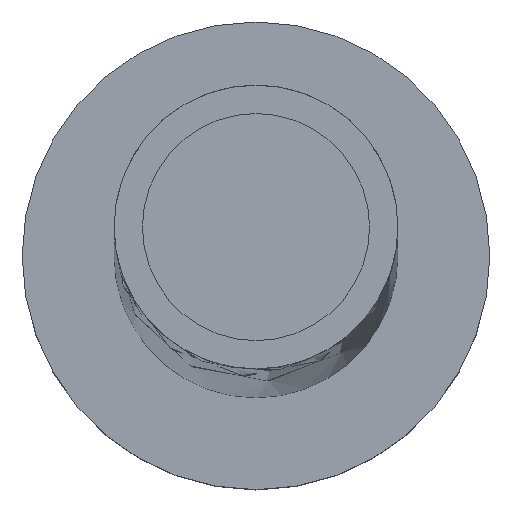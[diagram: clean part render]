
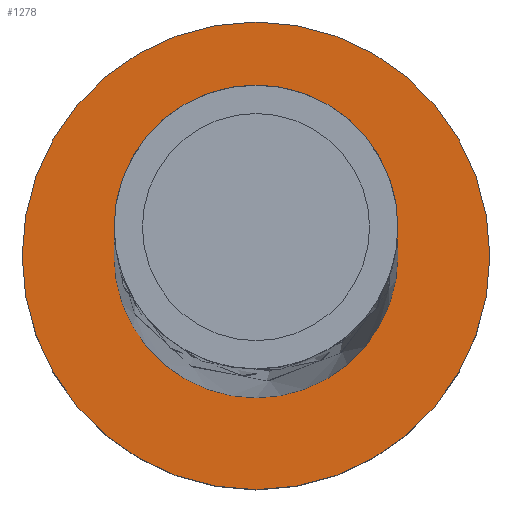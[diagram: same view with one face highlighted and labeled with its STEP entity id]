
A CAD part, top view. The second image highlights one B-rep face of the part: STEP entity #1278.
In plain terms, the highlighted planar face has unit normal (0, 0, 1).
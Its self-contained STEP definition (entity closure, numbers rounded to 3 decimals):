
#38 = DIRECTION ( 'NONE',  ( 1., 0., 0. ) ) ;
#79 = AXIS2_PLACEMENT_3D ( 'NONE', #744, #1816, #1049 ) ;
#94 = VERTEX_POINT ( 'NONE', #1418 ) ;
#174 = PLANE ( 'NONE',  #183 ) ;
#183 = AXIS2_PLACEMENT_3D ( 'NONE', #480, #1723, #980 ) ;
#195 = DIRECTION ( 'NONE',  ( 1., 0., 0. ) ) ;
#204 = CARTESIAN_POINT ( 'NONE',  ( 0., 0., 5. ) ) ;
#378 = ORIENTED_EDGE ( 'NONE', *, *, #1288, .T. ) ;
#383 = EDGE_CURVE ( 'NONE', #524, #1752, #502, .T. ) ;
#394 = CIRCLE ( 'NONE', #1969, 4.25 ) ;
#447 = CARTESIAN_POINT ( 'NONE',  ( 0., 0., 5. ) ) ;
#480 = CARTESIAN_POINT ( 'NONE',  ( 0., 0., 5. ) ) ;
#502 = CIRCLE ( 'NONE', #1613, 4.25 ) ;
#516 = EDGE_LOOP ( 'NONE', ( #1902, #677 ) ) ;
#524 = VERTEX_POINT ( 'NONE', #1855 ) ;
#618 = DIRECTION ( 'NONE',  ( 0., 0., 1. ) ) ;
#677 = ORIENTED_EDGE ( 'NONE', *, *, #1319, .F. ) ;
#680 = ORIENTED_EDGE ( 'NONE', *, *, #1208, .T. ) ;
#726 = EDGE_LOOP ( 'NONE', ( #680, #378 ) ) ;
#744 = CARTESIAN_POINT ( 'NONE',  ( 0., 0., 5. ) ) ;
#750 = FACE_BOUND ( 'NONE', #516, .T. ) ;
#809 = DIRECTION ( 'NONE',  ( 0., 0., 1. ) ) ;
#980 = DIRECTION ( 'NONE',  ( 1., 0., 0. ) ) ;
#1049 = DIRECTION ( 'NONE',  ( 1., 0., 0. ) ) ;
#1124 = CIRCLE ( 'NONE', #1374, 7. ) ;
#1208 = EDGE_CURVE ( 'NONE', #94, #1761, #1670, .T. ) ;
#1278 = ADVANCED_FACE ( 'NONE', ( #750, #1341 ), #174, .T. ) ;
#1288 = EDGE_CURVE ( 'NONE', #1761, #94, #1124, .T. ) ;
#1319 = EDGE_CURVE ( 'NONE', #1752, #524, #394, .T. ) ;
#1341 = FACE_OUTER_BOUND ( 'NONE', #726, .T. ) ;
#1374 = AXIS2_PLACEMENT_3D ( 'NONE', #1712, #1399, #38 ) ;
#1399 = DIRECTION ( 'NONE',  ( 0., 0., 1. ) ) ;
#1418 = CARTESIAN_POINT ( 'NONE',  ( -7., 0., 5. ) ) ;
#1428 = DIRECTION ( 'NONE',  ( 1., 0., 0. ) ) ;
#1555 = CARTESIAN_POINT ( 'NONE',  ( 7., 0., 5. ) ) ;
#1613 = AXIS2_PLACEMENT_3D ( 'NONE', #447, #618, #195 ) ;
#1670 = CIRCLE ( 'NONE', #79, 7. ) ;
#1695 = CARTESIAN_POINT ( 'NONE',  ( 4.25, 0., 5. ) ) ;
#1712 = CARTESIAN_POINT ( 'NONE',  ( 0., 0., 5. ) ) ;
#1723 = DIRECTION ( 'NONE',  ( 0., 0., 1. ) ) ;
#1752 = VERTEX_POINT ( 'NONE', #1695 ) ;
#1761 = VERTEX_POINT ( 'NONE', #1555 ) ;
#1816 = DIRECTION ( 'NONE',  ( 0., 0., 1. ) ) ;
#1855 = CARTESIAN_POINT ( 'NONE',  ( -4.25, 0., 5. ) ) ;
#1902 = ORIENTED_EDGE ( 'NONE', *, *, #383, .F. ) ;
#1969 = AXIS2_PLACEMENT_3D ( 'NONE', #204, #809, #1428 ) ;
